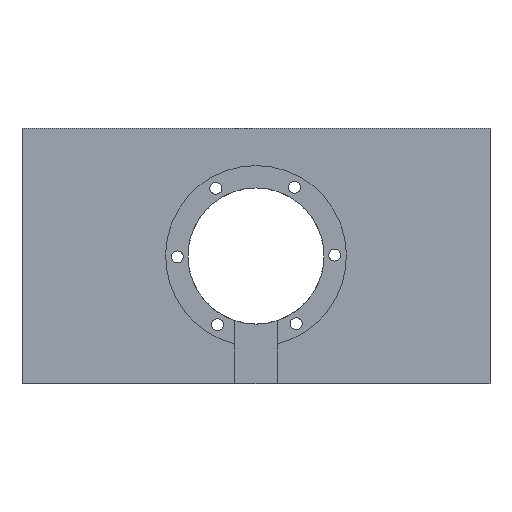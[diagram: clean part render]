
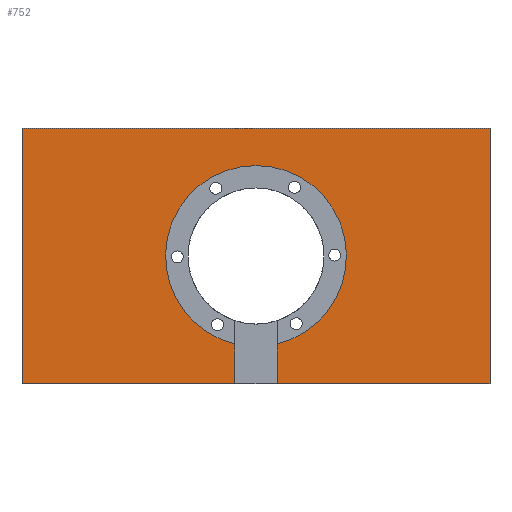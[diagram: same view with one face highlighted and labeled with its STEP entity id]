
A CAD part, front view. The second image highlights one B-rep face of the part: STEP entity #752.
In plain terms, the highlighted planar face has unit normal (0, -1, 0).
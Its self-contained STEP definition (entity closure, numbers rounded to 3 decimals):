
#8 = LINE ( 'NONE', #11, #169 ) ;
#11 = CARTESIAN_POINT ( 'NONE',  ( 110., -20., 60. ) ) ;
#28 = PLANE ( 'NONE',  #111 ) ;
#29 = VECTOR ( 'NONE', #838, 1000. ) ;
#30 = VECTOR ( 'NONE', #66, 1000. ) ;
#37 = EDGE_CURVE ( 'NONE', #608, #89, #378, .T. ) ;
#49 = DIRECTION ( 'NONE',  ( 0., -1., 0. ) ) ;
#54 = EDGE_LOOP ( 'NONE', ( #411, #1022, #215, #471, #313, #212, #464, #233 ) ) ;
#62 = AXIS2_PLACEMENT_3D ( 'NONE', #715, #524, #440 ) ;
#66 = DIRECTION ( 'NONE',  ( -1., 0., 0. ) ) ;
#88 = CARTESIAN_POINT ( 'NONE',  ( -110., -20., 60. ) ) ;
#89 = VERTEX_POINT ( 'NONE', #496 ) ;
#104 = LINE ( 'NONE', #88, #29 ) ;
#111 = AXIS2_PLACEMENT_3D ( 'NONE', #460, #49, #381 ) ;
#169 = VECTOR ( 'NONE', #904, 1000. ) ;
#197 = VERTEX_POINT ( 'NONE', #232 ) ;
#208 = CARTESIAN_POINT ( 'NONE',  ( 10., -20., 60.001 ) ) ;
#212 = ORIENTED_EDGE ( 'NONE', *, *, #611, .T. ) ;
#215 = ORIENTED_EDGE ( 'NONE', *, *, #467, .T. ) ;
#226 = VERTEX_POINT ( 'NONE', #245 ) ;
#232 = CARTESIAN_POINT ( 'NONE',  ( 110., -20., -60. ) ) ;
#233 = ORIENTED_EDGE ( 'NONE', *, *, #37, .F. ) ;
#245 = CARTESIAN_POINT ( 'NONE',  ( -110., -20., -60. ) ) ;
#263 = VERTEX_POINT ( 'NONE', #712 ) ;
#287 = LINE ( 'NONE', #208, #530 ) ;
#304 = CARTESIAN_POINT ( 'NONE',  ( -10., -20., 60.001 ) ) ;
#313 = ORIENTED_EDGE ( 'NONE', *, *, #916, .T. ) ;
#331 = CARTESIAN_POINT ( 'NONE',  ( -110., -20., -60. ) ) ;
#378 = LINE ( 'NONE', #304, #497 ) ;
#381 = DIRECTION ( 'NONE',  ( 0., 0., -1. ) ) ;
#400 = CARTESIAN_POINT ( 'NONE',  ( -110., -20., 60. ) ) ;
#411 = ORIENTED_EDGE ( 'NONE', *, *, #761, .F. ) ;
#440 = DIRECTION ( 'NONE',  ( 0., 0., -1. ) ) ;
#460 = CARTESIAN_POINT ( 'NONE',  ( 0., -20., 0. ) ) ;
#464 = ORIENTED_EDGE ( 'NONE', *, *, #1061, .T. ) ;
#467 = EDGE_CURVE ( 'NONE', #263, #197, #661, .T. ) ;
#471 = ORIENTED_EDGE ( 'NONE', *, *, #977, .T. ) ;
#482 = DIRECTION ( 'NONE',  ( 1., 0., 0. ) ) ;
#496 = CARTESIAN_POINT ( 'NONE',  ( -10., -20., -60. ) ) ;
#497 = VECTOR ( 'NONE', #799, 1000. ) ;
#524 = DIRECTION ( 'NONE',  ( 0., -1., 0. ) ) ;
#530 = VECTOR ( 'NONE', #1028, 1000. ) ;
#531 = CIRCLE ( 'NONE', #62, 42.5 ) ;
#578 = LINE ( 'NONE', #331, #791 ) ;
#608 = VERTEX_POINT ( 'NONE', #832 ) ;
#611 = EDGE_CURVE ( 'NONE', #645, #226, #104, .T. ) ;
#635 = CARTESIAN_POINT ( 'NONE',  ( 110., -20., 60. ) ) ;
#645 = VERTEX_POINT ( 'NONE', #874 ) ;
#653 = VECTOR ( 'NONE', #482, 1000. ) ;
#660 = EDGE_CURVE ( 'NONE', #954, #263, #287, .T. ) ;
#661 = LINE ( 'NONE', #830, #653 ) ;
#679 = CARTESIAN_POINT ( 'NONE',  ( 10., -20., -41.307 ) ) ;
#712 = CARTESIAN_POINT ( 'NONE',  ( 10., -20., -60. ) ) ;
#715 = CARTESIAN_POINT ( 'NONE',  ( 0., -20., 0. ) ) ;
#736 = DIRECTION ( 'NONE',  ( 1., 0., 0. ) ) ;
#752 = ADVANCED_FACE ( 'NONE', ( #879 ), #28, .T. ) ;
#761 = EDGE_CURVE ( 'NONE', #954, #608, #531, .T. ) ;
#791 = VECTOR ( 'NONE', #736, 1000. ) ;
#799 = DIRECTION ( 'NONE',  ( 0., 0., -1. ) ) ;
#809 = LINE ( 'NONE', #400, #30 ) ;
#830 = CARTESIAN_POINT ( 'NONE',  ( -110., -20., -60. ) ) ;
#832 = CARTESIAN_POINT ( 'NONE',  ( -10., -20., -41.307 ) ) ;
#838 = DIRECTION ( 'NONE',  ( 0., 0., -1. ) ) ;
#847 = VERTEX_POINT ( 'NONE', #635 ) ;
#874 = CARTESIAN_POINT ( 'NONE',  ( -110., -20., 60. ) ) ;
#879 = FACE_OUTER_BOUND ( 'NONE', #54, .T. ) ;
#904 = DIRECTION ( 'NONE',  ( 0., 0., 1. ) ) ;
#916 = EDGE_CURVE ( 'NONE', #847, #645, #809, .T. ) ;
#954 = VERTEX_POINT ( 'NONE', #679 ) ;
#977 = EDGE_CURVE ( 'NONE', #197, #847, #8, .T. ) ;
#1022 = ORIENTED_EDGE ( 'NONE', *, *, #660, .T. ) ;
#1028 = DIRECTION ( 'NONE',  ( 0., 0., -1. ) ) ;
#1061 = EDGE_CURVE ( 'NONE', #226, #89, #578, .T. ) ;
